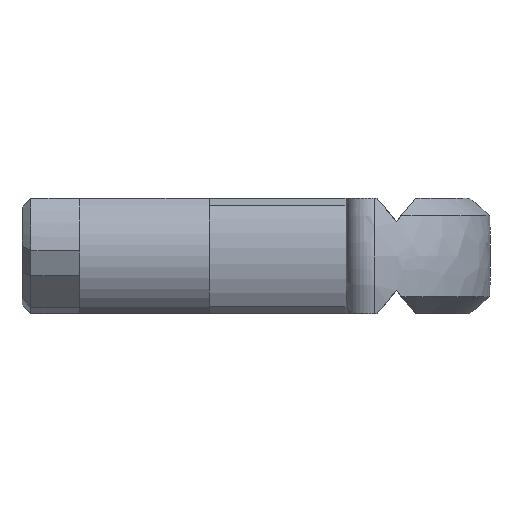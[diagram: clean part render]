
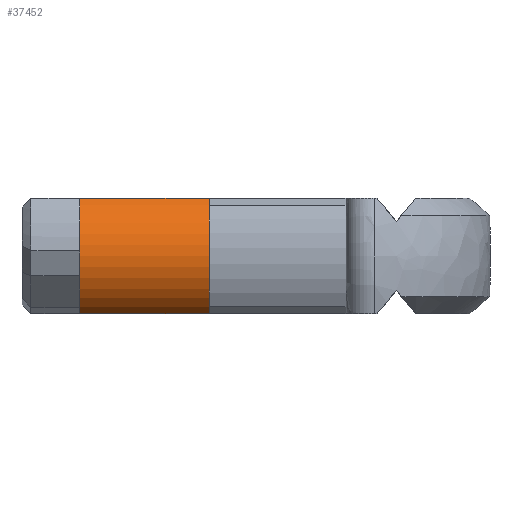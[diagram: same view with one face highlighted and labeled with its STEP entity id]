
A CAD part, front view. The second image highlights one B-rep face of the part: STEP entity #37452.
In plain terms, the highlighted cylindrical face has radius 2.4 mm (diameter 4.8 mm), a partial arc.
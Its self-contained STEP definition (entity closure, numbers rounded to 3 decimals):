
#722 = PLANE('',#723);
#723 = AXIS2_PLACEMENT_3D('',#724,#725,#726);
#724 = CARTESIAN_POINT('',(-6.25,-6.25,2.));
#725 = DIRECTION('',(0.,0.,1.));
#726 = DIRECTION('',(0.,1.,0.));
#15884 = VERTEX_POINT('',#15885);
#15885 = CARTESIAN_POINT('',(-9.25,-1.327,2.));
#15899 = PLANE('',#15900);
#15900 = AXIS2_PLACEMENT_3D('',#15901,#15902,#15903);
#15901 = CARTESIAN_POINT('',(-9.25,2.4,0.));
#15902 = DIRECTION('',(1.,0.,0.));
#15903 = DIRECTION('',(0.,0.,-1.));
#15911 = EDGE_CURVE('',#15884,#15912,#15914,.T.);
#15912 = VERTEX_POINT('',#15913);
#15913 = CARTESIAN_POINT('',(-4.75,-1.327,2.));
#15914 = SURFACE_CURVE('',#15915,(#15919,#15926),.PCURVE_S1.);
#15915 = LINE('',#15916,#15917);
#15916 = CARTESIAN_POINT('',(-7.,-1.327,2.));
#15917 = VECTOR('',#15918,1.);
#15918 = DIRECTION('',(1.,0.,0.));
#15919 = PCURVE('',#722,#15920);
#15920 = DEFINITIONAL_REPRESENTATION('',(#15921),#15925);
#15921 = LINE('',#15922,#15923);
#15922 = CARTESIAN_POINT('',(4.923,0.75));
#15923 = VECTOR('',#15924,1.);
#15924 = DIRECTION('',(0.,-1.));
#15925 = ( GEOMETRIC_REPRESENTATION_CONTEXT(2) 
PARAMETRIC_REPRESENTATION_CONTEXT() REPRESENTATION_CONTEXT('2D SPACE',''
  ) );
#15926 = PCURVE('',#15927,#15932);
#15927 = CYLINDRICAL_SURFACE('',#15928,2.4);
#15928 = AXIS2_PLACEMENT_3D('',#15929,#15930,#15931);
#15929 = CARTESIAN_POINT('',(-7.,0.,0.)
  );
#15930 = DIRECTION('',(1.,0.,0.));
#15931 = DIRECTION('',(0.,-1.,0.));
#15932 = DEFINITIONAL_REPRESENTATION('',(#15933),#15937);
#15933 = LINE('',#15934,#15935);
#15934 = CARTESIAN_POINT('',(5.298,0.));
#15935 = VECTOR('',#15936,1.);
#15936 = DIRECTION('',(0.,1.));
#15937 = ( GEOMETRIC_REPRESENTATION_CONTEXT(2) 
PARAMETRIC_REPRESENTATION_CONTEXT() REPRESENTATION_CONTEXT('2D SPACE',''
  ) );
#15955 = PLANE('',#15956);
#15956 = AXIS2_PLACEMENT_3D('',#15957,#15958,#15959);
#15957 = CARTESIAN_POINT('',(-4.75,3.3,
    0.));
#15958 = DIRECTION('',(-1.,0.,0.));
#15959 = DIRECTION('',(0.,0.,1.));
#33011 = PLANE('',#33012);
#33012 = AXIS2_PLACEMENT_3D('',#33013,#33014,#33015);
#33013 = CARTESIAN_POINT('',(-6.25,6.25,-2.));
#33014 = DIRECTION('',(0.,0.,-1.));
#33015 = DIRECTION('',(0.,-1.,0.));
#35432 = VERTEX_POINT('',#35433);
#35433 = CARTESIAN_POINT('',(-4.75,-1.327,-2.));
#35454 = EDGE_CURVE('',#35432,#35455,#35457,.T.);
#35455 = VERTEX_POINT('',#35456);
#35456 = CARTESIAN_POINT('',(-9.25,-1.327,-2.));
#35457 = SURFACE_CURVE('',#35458,(#35462,#35469),.PCURVE_S1.);
#35458 = LINE('',#35459,#35460);
#35459 = CARTESIAN_POINT('',(-7.,-1.327,-2.));
#35460 = VECTOR('',#35461,1.);
#35461 = DIRECTION('',(-1.,0.,0.));
#35462 = PCURVE('',#33011,#35463);
#35463 = DEFINITIONAL_REPRESENTATION('',(#35464),#35468);
#35464 = LINE('',#35465,#35466);
#35465 = CARTESIAN_POINT('',(7.577,0.75));
#35466 = VECTOR('',#35467,1.);
#35467 = DIRECTION('',(0.,1.));
#35468 = ( GEOMETRIC_REPRESENTATION_CONTEXT(2) 
PARAMETRIC_REPRESENTATION_CONTEXT() REPRESENTATION_CONTEXT('2D SPACE',''
  ) );
#35469 = PCURVE('',#15927,#35470);
#35470 = DEFINITIONAL_REPRESENTATION('',(#35471),#35475);
#35471 = LINE('',#35472,#35473);
#35472 = CARTESIAN_POINT('',(7.268,0.));
#35473 = VECTOR('',#35474,1.);
#35474 = DIRECTION('',(0.,-1.));
#35475 = ( GEOMETRIC_REPRESENTATION_CONTEXT(2) 
PARAMETRIC_REPRESENTATION_CONTEXT() REPRESENTATION_CONTEXT('2D SPACE',''
  ) );
#35889 = EDGE_CURVE('',#15912,#35432,#35890,.T.);
#35890 = SURFACE_CURVE('',#35891,(#35896,#35907),.PCURVE_S1.);
#35891 = CIRCLE('',#35892,2.4);
#35892 = AXIS2_PLACEMENT_3D('',#35893,#35894,#35895);
#35893 = CARTESIAN_POINT('',(-4.75,0.,
    0.));
#35894 = DIRECTION('',(1.,0.,0.));
#35895 = DIRECTION('',(0.,0.,1.));
#35896 = PCURVE('',#15955,#35897);
#35897 = DEFINITIONAL_REPRESENTATION('',(#35898),#35906);
#35898 = ( BOUNDED_CURVE() B_SPLINE_CURVE(2,(#35899,#35900,#35901,#35902
    ,#35903,#35904,#35905),.UNSPECIFIED.,.T.,.F.) 
B_SPLINE_CURVE_WITH_KNOTS((1,2,2,2,2,1),(-2.094,0.,
    2.094,4.189,6.283,8.378),
.UNSPECIFIED.) CURVE() GEOMETRIC_REPRESENTATION_ITEM() 
RATIONAL_B_SPLINE_CURVE((1.,0.5,1.,0.5,1.,0.5,1.)) REPRESENTATION_ITEM(
  '') );
#35899 = CARTESIAN_POINT('',(2.4,-3.3));
#35900 = CARTESIAN_POINT('',(2.4,-7.457));
#35901 = CARTESIAN_POINT('',(-1.2,-5.378));
#35902 = CARTESIAN_POINT('',(-4.8,-3.3));
#35903 = CARTESIAN_POINT('',(-1.2,-1.222));
#35904 = CARTESIAN_POINT('',(2.4,0.857));
#35905 = CARTESIAN_POINT('',(2.4,-3.3));
#35906 = ( GEOMETRIC_REPRESENTATION_CONTEXT(2) 
PARAMETRIC_REPRESENTATION_CONTEXT() REPRESENTATION_CONTEXT('2D SPACE',''
  ) );
#35907 = PCURVE('',#15927,#35908);
#35908 = DEFINITIONAL_REPRESENTATION('',(#35909),#35913);
#35909 = LINE('',#35910,#35911);
#35910 = CARTESIAN_POINT('',(4.712,2.25));
#35911 = VECTOR('',#35912,1.);
#35912 = DIRECTION('',(1.,0.));
#35913 = ( GEOMETRIC_REPRESENTATION_CONTEXT(2) 
PARAMETRIC_REPRESENTATION_CONTEXT() REPRESENTATION_CONTEXT('2D SPACE',''
  ) );
#36169 = EDGE_CURVE('',#15884,#35455,#36170,.T.);
#36170 = SURFACE_CURVE('',#36171,(#36176,#36183),.PCURVE_S1.);
#36171 = CIRCLE('',#36172,2.4);
#36172 = AXIS2_PLACEMENT_3D('',#36173,#36174,#36175);
#36173 = CARTESIAN_POINT('',(-9.25,0.,
    0.));
#36174 = DIRECTION('',(1.,0.,0.));
#36175 = DIRECTION('',(0.,0.,1.));
#36176 = PCURVE('',#15899,#36177);
#36177 = DEFINITIONAL_REPRESENTATION('',(#36178),#36182);
#36178 = CIRCLE('',#36179,2.4);
#36179 = AXIS2_PLACEMENT_2D('',#36180,#36181);
#36180 = CARTESIAN_POINT('',(0.,-2.4));
#36181 = DIRECTION('',(-1.,0.));
#36182 = ( GEOMETRIC_REPRESENTATION_CONTEXT(2) 
PARAMETRIC_REPRESENTATION_CONTEXT() REPRESENTATION_CONTEXT('2D SPACE',''
  ) );
#36183 = PCURVE('',#15927,#36184);
#36184 = DEFINITIONAL_REPRESENTATION('',(#36185),#36189);
#36185 = LINE('',#36186,#36187);
#36186 = CARTESIAN_POINT('',(4.712,-2.25));
#36187 = VECTOR('',#36188,1.);
#36188 = DIRECTION('',(1.,0.));
#36189 = ( GEOMETRIC_REPRESENTATION_CONTEXT(2) 
PARAMETRIC_REPRESENTATION_CONTEXT() REPRESENTATION_CONTEXT('2D SPACE',''
  ) );
#37452 = ADVANCED_FACE('',(#37453),#15927,.T.);
#37453 = FACE_BOUND('',#37454,.T.);
#37454 = EDGE_LOOP('',(#37455,#37456,#37457,#37458));
#37455 = ORIENTED_EDGE('',*,*,#15911,.F.);
#37456 = ORIENTED_EDGE('',*,*,#36169,.T.);
#37457 = ORIENTED_EDGE('',*,*,#35454,.F.);
#37458 = ORIENTED_EDGE('',*,*,#35889,.F.);
